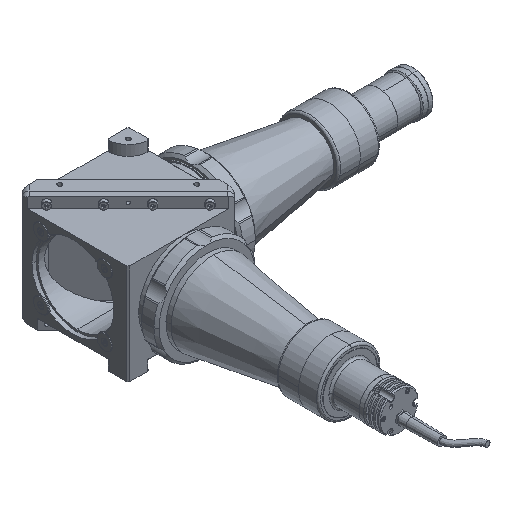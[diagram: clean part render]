
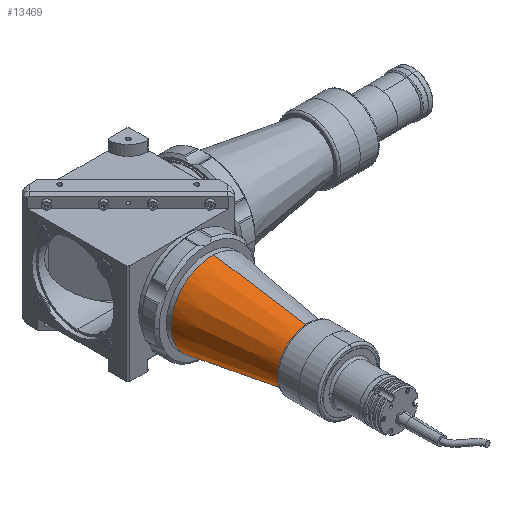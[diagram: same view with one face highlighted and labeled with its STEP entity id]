
A CAD part, isometric view. The second image highlights one B-rep face of the part: STEP entity #13469.
In plain terms, the highlighted conical face has half-angle 8.649 degrees and reference radius 40 mm.
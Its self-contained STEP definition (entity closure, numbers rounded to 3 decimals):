
#176 = CIRCLE ( 'NONE', #15252, 40. ) ;
#428 = CARTESIAN_POINT ( 'NONE',  ( 1.882, -81.77, 39.956 ) ) ;
#1095 = EDGE_CURVE ( 'NONE', #25133, #15440, #1896, .T. ) ;
#1699 = VERTEX_POINT ( 'NONE', #7689 ) ;
#1896 = CIRCLE ( 'NONE', #17015, 25.986 ) ;
#2960 = CARTESIAN_POINT ( 'NONE',  ( 0., -81.77, 0. ) ) ;
#5060 = VERTEX_POINT ( 'NONE', #21082 ) ;
#5417 = AXIS2_PLACEMENT_3D ( 'NONE', #22786, #14632, #24580 ) ;
#6854 = EDGE_CURVE ( 'NONE', #5060, #25133, #22126, .T. ) ;
#7689 = CARTESIAN_POINT ( 'NONE',  ( -1.882, -81.77, -39.956 ) ) ;
#8264 = EDGE_CURVE ( 'NONE', #5060, #1699, #20793, .T. ) ;
#8360 = CONICAL_SURFACE ( 'NONE', #18560, 40., 0.151 ) ;
#8866 = DIRECTION ( 'NONE',  ( -0.999, 0., 0.047 ) ) ;
#10300 = CARTESIAN_POINT ( 'NONE',  ( -25.958, -173.9, 1.223 ) ) ;
#11082 = EDGE_LOOP ( 'NONE', ( #21316, #13400, #11416, #24535, #24392, #14072 ) ) ;
#11416 = ORIENTED_EDGE ( 'NONE', *, *, #24877, .T. ) ;
#11833 = CARTESIAN_POINT ( 'NONE',  ( -1.882, -81.77, -39.956 ) ) ;
#11930 = DIRECTION ( 'NONE',  ( 0., 1., 0. ) ) ;
#12482 = EDGE_CURVE ( 'NONE', #22135, #13453, #176, .T. ) ;
#12527 = CARTESIAN_POINT ( 'NONE',  ( 0., -173.9, 0. ) ) ;
#12588 = DIRECTION ( 'NONE',  ( 0., -1., 0. ) ) ;
#12702 = CARTESIAN_POINT ( 'NONE',  ( 0., -81.77, 0. ) ) ;
#13400 = ORIENTED_EDGE ( 'NONE', *, *, #1095, .T. ) ;
#13453 = VERTEX_POINT ( 'NONE', #17649 ) ;
#13469 = ADVANCED_FACE ( 'NONE', ( #23507 ), #8360, .T. ) ;
#13821 = CARTESIAN_POINT ( 'NONE',  ( 0., -81.77, 0. ) ) ;
#14072 = ORIENTED_EDGE ( 'NONE', *, *, #8264, .F. ) ;
#14315 = DIRECTION ( 'NONE',  ( 0.007, 0.989, 0.15 ) ) ;
#14632 = DIRECTION ( 'NONE',  ( 0., 1., 0. ) ) ;
#14957 = DIRECTION ( 'NONE',  ( 0., -1., 0. ) ) ;
#15252 = AXIS2_PLACEMENT_3D ( 'NONE', #2960, #12588, #8866 ) ;
#15440 = VERTEX_POINT ( 'NONE', #22107 ) ;
#16455 = EDGE_CURVE ( 'NONE', #13453, #1699, #17982, .T. ) ;
#17015 = AXIS2_PLACEMENT_3D ( 'NONE', #12527, #22319, #18504 ) ;
#17649 = CARTESIAN_POINT ( 'NONE',  ( -39.956, -81.77, 1.882 ) ) ;
#17982 = CIRCLE ( 'NONE', #21242, 40. ) ;
#18020 = LINE ( 'NONE', #23990, #23489 ) ;
#18504 = DIRECTION ( 'NONE',  ( -0.999, 0., 0.047 ) ) ;
#18560 = AXIS2_PLACEMENT_3D ( 'NONE', #13821, #11930, #19695 ) ;
#19695 = DIRECTION ( 'NONE',  ( -0.047, 0., -0.999 ) ) ;
#20793 = LINE ( 'NONE', #11833, #20985 ) ;
#20959 = DIRECTION ( 'NONE',  ( -0.999, 0., 0.047 ) ) ;
#20985 = VECTOR ( 'NONE', #24615, 1000. ) ;
#21082 = CARTESIAN_POINT ( 'NONE',  ( -1.223, -173.9, -25.958 ) ) ;
#21242 = AXIS2_PLACEMENT_3D ( 'NONE', #12702, #14957, #20959 ) ;
#21316 = ORIENTED_EDGE ( 'NONE', *, *, #6854, .T. ) ;
#22107 = CARTESIAN_POINT ( 'NONE',  ( 1.223, -173.9, 25.958 ) ) ;
#22126 = CIRCLE ( 'NONE', #5417, 25.986 ) ;
#22135 = VERTEX_POINT ( 'NONE', #428 ) ;
#22319 = DIRECTION ( 'NONE',  ( 0., 1., 0. ) ) ;
#22786 = CARTESIAN_POINT ( 'NONE',  ( 0., -173.9, 0. ) ) ;
#23489 = VECTOR ( 'NONE', #14315, 1000. ) ;
#23507 = FACE_OUTER_BOUND ( 'NONE', #11082, .T. ) ;
#23990 = CARTESIAN_POINT ( 'NONE',  ( 1.882, -81.77, 39.956 ) ) ;
#24392 = ORIENTED_EDGE ( 'NONE', *, *, #16455, .T. ) ;
#24535 = ORIENTED_EDGE ( 'NONE', *, *, #12482, .T. ) ;
#24580 = DIRECTION ( 'NONE',  ( -0.999, 0., 0.047 ) ) ;
#24615 = DIRECTION ( 'NONE',  ( -0.007, 0.989, -0.15 ) ) ;
#24877 = EDGE_CURVE ( 'NONE', #15440, #22135, #18020, .T. ) ;
#25133 = VERTEX_POINT ( 'NONE', #10300 ) ;
